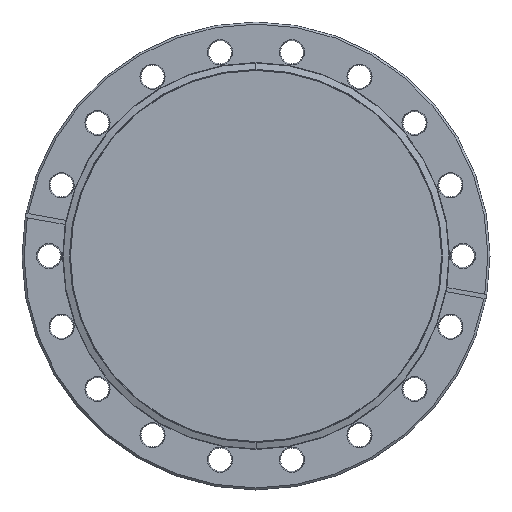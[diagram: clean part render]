
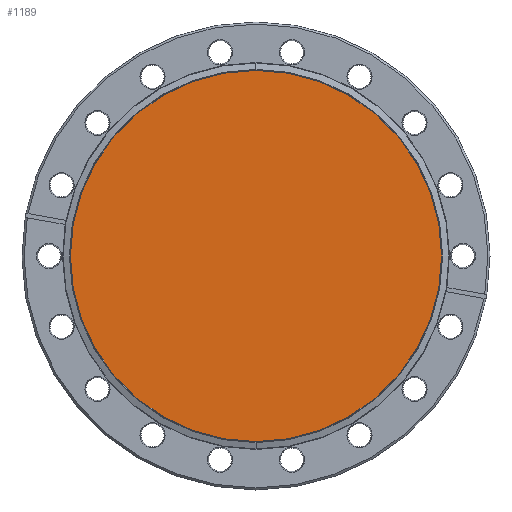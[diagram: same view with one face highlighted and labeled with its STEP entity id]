
A CAD part, left-side view. The second image highlights one B-rep face of the part: STEP entity #1189.
In plain terms, the highlighted planar face has unit normal (-1, 0, 0).
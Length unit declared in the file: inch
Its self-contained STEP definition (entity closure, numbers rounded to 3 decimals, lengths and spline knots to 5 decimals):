
#130 = CIRCLE ( 'NONE', #3963, 2.6764 ) ;
#136 = CARTESIAN_POINT ( 'NONE',  ( 0.051, 0., 0. ) ) ;
#245 = DIRECTION ( 'NONE',  ( -1., 0., 0. ) ) ;
#426 = DIRECTION ( 'NONE',  ( 0., 0., -1. ) ) ;
#518 = CARTESIAN_POINT ( 'NONE',  ( 0.051, 2.68059, 0. ) ) ;
#601 = DIRECTION ( 'NONE',  ( 0., 0., -1. ) ) ;
#985 = VERTEX_POINT ( 'NONE', #3853 ) ;
#1189 = ADVANCED_FACE ( 'NONE', ( #3299 ), #3542, .F. ) ;
#1264 = CARTESIAN_POINT ( 'NONE',  ( 0.051, 0., 0. ) ) ;
#1362 = DIRECTION ( 'NONE',  ( -1., 0., 0. ) ) ;
#1364 = CIRCLE ( 'NONE', #2068, 2.6764 ) ;
#1468 = ORIENTED_EDGE ( 'NONE', *, *, #2413, .T. ) ;
#1752 = DIRECTION ( 'NONE',  ( 1., 0., 0. ) ) ;
#1833 = AXIS2_PLACEMENT_3D ( 'NONE', #518, #1752, #3019 ) ;
#1943 = ORIENTED_EDGE ( 'NONE', *, *, #2620, .T. ) ;
#2068 = AXIS2_PLACEMENT_3D ( 'NONE', #136, #1362, #426 ) ;
#2413 = EDGE_CURVE ( 'NONE', #3520, #985, #1364, .T. ) ;
#2620 = EDGE_CURVE ( 'NONE', #985, #3520, #130, .T. ) ;
#3019 = DIRECTION ( 'NONE',  ( 0., 0., -1. ) ) ;
#3105 = EDGE_LOOP ( 'NONE', ( #1468, #1943 ) ) ;
#3237 = CARTESIAN_POINT ( 'NONE',  ( 0.051, 0., -2.6764 ) ) ;
#3299 = FACE_OUTER_BOUND ( 'NONE', #3105, .T. ) ;
#3520 = VERTEX_POINT ( 'NONE', #3237 ) ;
#3542 = PLANE ( 'NONE',  #1833 ) ;
#3853 = CARTESIAN_POINT ( 'NONE',  ( 0.051, 0., 2.6764 ) ) ;
#3963 = AXIS2_PLACEMENT_3D ( 'NONE', #1264, #245, #601 ) ;
